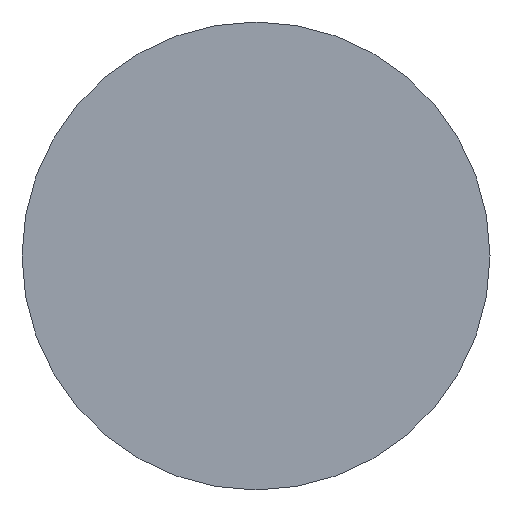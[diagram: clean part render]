
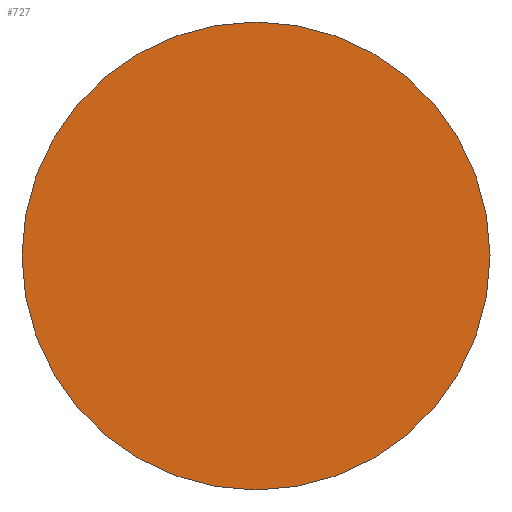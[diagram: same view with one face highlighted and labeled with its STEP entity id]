
A CAD part, left-side view. The second image highlights one B-rep face of the part: STEP entity #727.
In plain terms, the highlighted planar face has unit normal (-1, 0, 0).
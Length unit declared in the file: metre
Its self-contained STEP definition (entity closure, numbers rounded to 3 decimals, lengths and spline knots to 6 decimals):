
#47=CIRCLE('',#814,0.019839);
#273=ORIENTED_EDGE('',*,*,#377,.F.);
#377=EDGE_CURVE('',#447,#447,#47,.T.);
#447=VERTEX_POINT('',#1248);
#625=EDGE_LOOP('',(#273));
#667=FACE_BOUND('',#625,.T.);
#688=PLANE('',#815);
#727=ADVANCED_FACE('',(#667),#688,.F.);
#814=AXIS2_PLACEMENT_3D('',#1247,#1032,#1033);
#815=AXIS2_PLACEMENT_3D('',#1249,#1034,#1035);
#1032=DIRECTION('',(1.,0.,0.));
#1033=DIRECTION('',(0.,0.,-1.));
#1034=DIRECTION('',(1.,0.,0.));
#1035=DIRECTION('',(0.,1.,0.));
#1247=CARTESIAN_POINT('',(-0.00751,-0.1524,0.14445));
#1248=CARTESIAN_POINT('',(-0.00751,-0.1524,0.124611));
#1249=CARTESIAN_POINT('',(-0.00751,-0.1524,0.14445));
